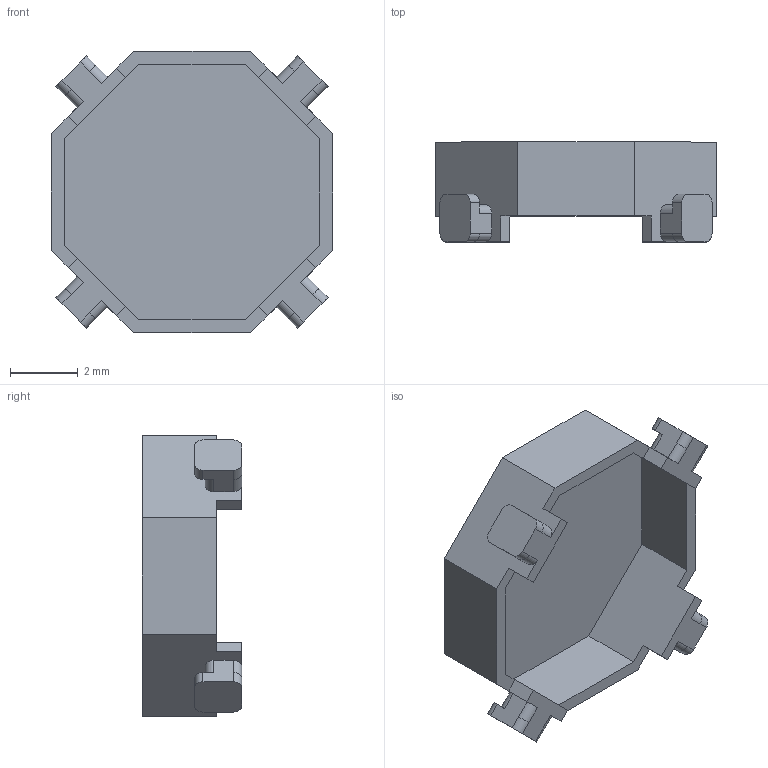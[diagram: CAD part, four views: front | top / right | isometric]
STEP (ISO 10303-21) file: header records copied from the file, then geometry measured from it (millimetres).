
FILE_DESCRIPTION (( 'STEP AP214' ), '1' );
FILE_NAME ('TOR_1009.STEP', '2019-02-01T15:29:04', ( '' ), ( '' ), 'SwSTEP 2.0', 'SolidWorks 2017', '' );
FILE_SCHEMA (( 'AUTOMOTIVE_DESIGN' ));
Length unit declared in the file: millimetre
Products named in the file (2): 250-1009_6B; TOR_1009
Assembly tree (1 placements, depth 2):
  TOR_1009
    250-1009_6B
Bounding box: 8.33 x 2.95 x 8.33 mm (x, y, z)
Volume: 44.3 mm3; surface area: 256.6 mm2
Topology: 1 solids, 1 shells, 90 faces, 264 edges, 176 vertices
Faces by surface type: plane 58, cylinder 32
Entity records: 3050 total; most frequent: CARTESIAN_POINT 534, ORIENTED_EDGE 528, DIRECTION 508, EDGE_CURVE 264, LINE 208, VECTOR 208, VERTEX_POINT 176, AXIS2_PLACEMENT_3D 150
